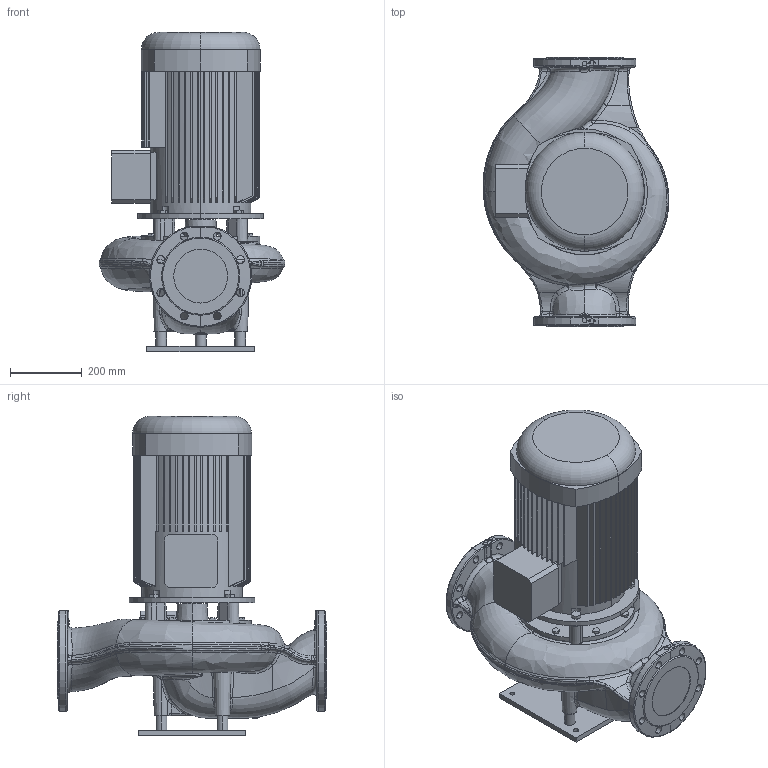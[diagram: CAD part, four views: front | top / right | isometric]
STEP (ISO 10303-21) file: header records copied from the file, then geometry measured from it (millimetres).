
FILE_DESCRIPTION (( 'STEP AP203' ), '1' );
FILE_NAME ('Varia 150-22.STEP', '2014-07-09T12:00:26', ( '' ), ( '' ), 'SwSTEP 2.0', 'SolidWorks 2011', '' );
FILE_SCHEMA (( 'CONFIG_CONTROL_DESIGN' ));
Length unit declared in the file: millimetre
Products named in the file (1): Varia 150-22
Bounding box: 517.24 x 750 x 888 mm (x, y, z)
Volume: 81876585.5 mm3; surface area: 3256284.7 mm2
Topology: 4 solids, 4 shells, 1040 faces, 2621 edges, 1613 vertices
Faces by surface type: bspline 306, plane 300, cylinder 269, cone 93, sphere 37, torus 35
Entity records: 107697 total; most frequent: CARTESIAN_POINT 85120, ORIENTED_EDGE 5182, DIRECTION 4014, EDGE_CURVE 2591, VERTEX_POINT 1613, AXIS2_PLACEMENT_3D 1544, EDGE_LOOP 1134, FACE_OUTER_BOUND 1040
